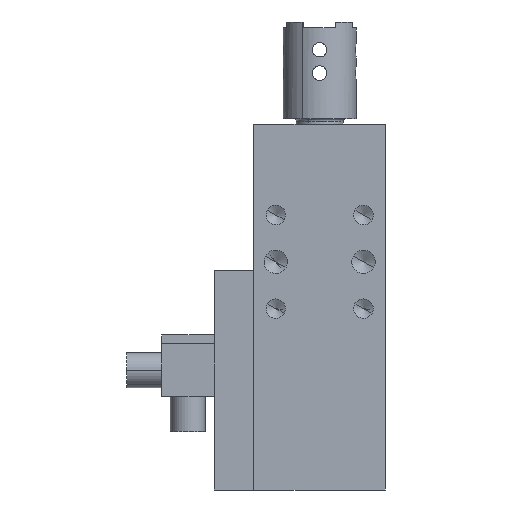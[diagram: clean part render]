
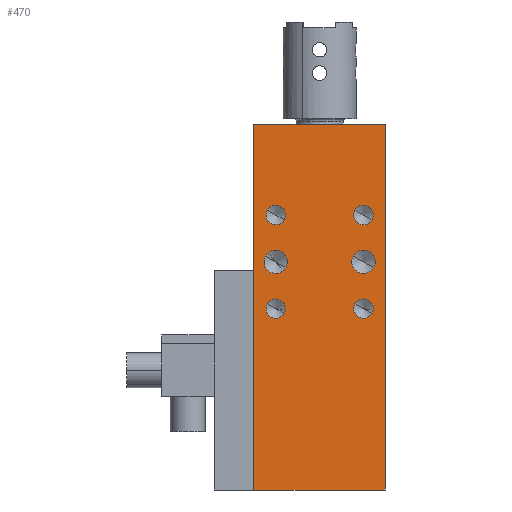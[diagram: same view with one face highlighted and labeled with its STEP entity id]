
A CAD part, front view. The second image highlights one B-rep face of the part: STEP entity #470.
In plain terms, the highlighted planar face has unit normal (0, -1, 0).
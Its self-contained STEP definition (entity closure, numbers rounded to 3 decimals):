
#342=AXIS2_PLACEMENT_3D('Plane Axis2P3D',#339,#340,#341) ;
#364=AXIS2_PLACEMENT_3D('Circle Axis2P3D',#362,#363,$) ;
#373=AXIS2_PLACEMENT_3D('Circle Axis2P3D',#371,#372,$) ;
#382=AXIS2_PLACEMENT_3D('Circle Axis2P3D',#380,#381,$) ;
#391=AXIS2_PLACEMENT_3D('Circle Axis2P3D',#389,#390,$) ;
#400=AXIS2_PLACEMENT_3D('Circle Axis2P3D',#398,#399,$) ;
#409=AXIS2_PLACEMENT_3D('Circle Axis2P3D',#407,#408,$) ;
#418=AXIS2_PLACEMENT_3D('Circle Axis2P3D',#416,#417,$) ;
#427=AXIS2_PLACEMENT_3D('Circle Axis2P3D',#425,#426,$) ;
#436=AXIS2_PLACEMENT_3D('Circle Axis2P3D',#434,#435,$) ;
#445=AXIS2_PLACEMENT_3D('Circle Axis2P3D',#443,#444,$) ;
#454=AXIS2_PLACEMENT_3D('Circle Axis2P3D',#452,#453,$) ;
#463=AXIS2_PLACEMENT_3D('Circle Axis2P3D',#461,#462,$) ;
#43=CARTESIAN_POINT('Vertex',(-22.5,-22.5,-125.)) ;
#46=CARTESIAN_POINT('Line Origine',(-22.5,-22.5,-62.5)) ;
#50=CARTESIAN_POINT('Vertex',(-22.5,-22.5,0.)) ;
#286=CARTESIAN_POINT('Line Origine',(0.,-22.5,0.)) ;
#290=CARTESIAN_POINT('Vertex',(22.5,-22.5,0.)) ;
#339=CARTESIAN_POINT('Axis2P3D Location',(22.5,-22.5,0.)) ;
#344=CARTESIAN_POINT('Line Origine',(0.,-22.5,-125.)) ;
#348=CARTESIAN_POINT('Vertex',(22.5,-22.5,-125.)) ;
#351=CARTESIAN_POINT('Line Origine',(22.5,-22.5,-62.5)) ;
#362=CARTESIAN_POINT('Axis2P3D Location',(-15.,-22.5,-47.)) ;
#366=CARTESIAN_POINT('Vertex',(-18.51,-22.5,-45.082)) ;
#368=CARTESIAN_POINT('Vertex',(-11.49,-22.5,-48.918)) ;
#371=CARTESIAN_POINT('Axis2P3D Location',(-15.,-22.5,-47.)) ;
#380=CARTESIAN_POINT('Axis2P3D Location',(15.,-22.5,-47.)) ;
#384=CARTESIAN_POINT('Vertex',(11.49,-22.5,-45.082)) ;
#386=CARTESIAN_POINT('Vertex',(18.51,-22.5,-48.918)) ;
#389=CARTESIAN_POINT('Axis2P3D Location',(15.,-22.5,-47.)) ;
#398=CARTESIAN_POINT('Axis2P3D Location',(-15.,-22.5,-31.)) ;
#402=CARTESIAN_POINT('Vertex',(-17.917,-22.5,-29.407)) ;
#404=CARTESIAN_POINT('Vertex',(-12.083,-22.5,-32.593)) ;
#407=CARTESIAN_POINT('Axis2P3D Location',(-15.,-22.5,-31.)) ;
#416=CARTESIAN_POINT('Axis2P3D Location',(15.,-22.5,-31.)) ;
#420=CARTESIAN_POINT('Vertex',(12.083,-22.5,-29.407)) ;
#422=CARTESIAN_POINT('Vertex',(17.917,-22.5,-32.593)) ;
#425=CARTESIAN_POINT('Axis2P3D Location',(15.,-22.5,-31.)) ;
#434=CARTESIAN_POINT('Axis2P3D Location',(15.,-22.5,-63.)) ;
#438=CARTESIAN_POINT('Vertex',(12.083,-22.5,-61.407)) ;
#440=CARTESIAN_POINT('Vertex',(17.917,-22.5,-64.593)) ;
#443=CARTESIAN_POINT('Axis2P3D Location',(15.,-22.5,-63.)) ;
#452=CARTESIAN_POINT('Axis2P3D Location',(-15.,-22.5,-63.)) ;
#456=CARTESIAN_POINT('Vertex',(-17.917,-22.5,-61.407)) ;
#458=CARTESIAN_POINT('Vertex',(-12.083,-22.5,-64.593)) ;
#461=CARTESIAN_POINT('Axis2P3D Location',(-15.,-22.5,-63.)) ;
#47=DIRECTION('Vector Direction',(0.,0.,-1.)) ;
#287=DIRECTION('Vector Direction',(-1.,0.,0.)) ;
#340=DIRECTION('Axis2P3D Direction',(-0.,-1.,-0.)) ;
#341=DIRECTION('Axis2P3D XDirection',(-1.,0.,0.)) ;
#345=DIRECTION('Vector Direction',(-1.,0.,0.)) ;
#352=DIRECTION('Vector Direction',(0.,0.,-1.)) ;
#363=DIRECTION('Axis2P3D Direction',(-0.,-1.,-0.)) ;
#372=DIRECTION('Axis2P3D Direction',(-0.,-1.,-0.)) ;
#381=DIRECTION('Axis2P3D Direction',(-0.,-1.,-0.)) ;
#390=DIRECTION('Axis2P3D Direction',(-0.,-1.,-0.)) ;
#399=DIRECTION('Axis2P3D Direction',(-0.,-1.,-0.)) ;
#408=DIRECTION('Axis2P3D Direction',(-0.,-1.,-0.)) ;
#417=DIRECTION('Axis2P3D Direction',(-0.,-1.,-0.)) ;
#426=DIRECTION('Axis2P3D Direction',(-0.,-1.,-0.)) ;
#435=DIRECTION('Axis2P3D Direction',(-0.,-1.,-0.)) ;
#444=DIRECTION('Axis2P3D Direction',(-0.,-1.,-0.)) ;
#453=DIRECTION('Axis2P3D Direction',(-0.,-1.,-0.)) ;
#462=DIRECTION('Axis2P3D Direction',(-0.,-1.,-0.)) ;
#48=VECTOR('Line Direction',#47,1.) ;
#288=VECTOR('Line Direction',#287,1.) ;
#346=VECTOR('Line Direction',#345,1.) ;
#353=VECTOR('Line Direction',#352,1.) ;
#357=ORIENTED_EDGE('',*,*,#350,.T.) ;
#358=ORIENTED_EDGE('',*,*,#355,.F.) ;
#359=ORIENTED_EDGE('',*,*,#292,.F.) ;
#360=ORIENTED_EDGE('',*,*,#52,.T.) ;
#377=ORIENTED_EDGE('',*,*,#370,.F.) ;
#378=ORIENTED_EDGE('',*,*,#375,.F.) ;
#395=ORIENTED_EDGE('',*,*,#388,.F.) ;
#396=ORIENTED_EDGE('',*,*,#393,.F.) ;
#413=ORIENTED_EDGE('',*,*,#406,.F.) ;
#414=ORIENTED_EDGE('',*,*,#411,.F.) ;
#431=ORIENTED_EDGE('',*,*,#424,.F.) ;
#432=ORIENTED_EDGE('',*,*,#429,.F.) ;
#449=ORIENTED_EDGE('',*,*,#442,.F.) ;
#450=ORIENTED_EDGE('',*,*,#447,.F.) ;
#467=ORIENTED_EDGE('',*,*,#460,.F.) ;
#468=ORIENTED_EDGE('',*,*,#465,.F.) ;
#379=FACE_BOUND('',#376,.T.) ;
#397=FACE_BOUND('',#394,.T.) ;
#415=FACE_BOUND('',#412,.T.) ;
#433=FACE_BOUND('',#430,.T.) ;
#451=FACE_BOUND('',#448,.T.) ;
#469=FACE_BOUND('',#466,.T.) ;
#470=ADVANCED_FACE('SZK_30_7_T12_TUENKERS',(#361,#379,#397,#415,#433,#451,#469),#343,.T.) ;
#365=CIRCLE('generated circle',#364,4.) ;
#374=CIRCLE('generated circle',#373,4.) ;
#383=CIRCLE('generated circle',#382,4.) ;
#392=CIRCLE('generated circle',#391,4.) ;
#401=CIRCLE('generated circle',#400,3.324) ;
#410=CIRCLE('generated circle',#409,3.324) ;
#419=CIRCLE('generated circle',#418,3.324) ;
#428=CIRCLE('generated circle',#427,3.324) ;
#437=CIRCLE('generated circle',#436,3.324) ;
#446=CIRCLE('generated circle',#445,3.324) ;
#455=CIRCLE('generated circle',#454,3.324) ;
#464=CIRCLE('generated circle',#463,3.324) ;
#52=EDGE_CURVE('',#51,#44,#49,.T.) ;
#292=EDGE_CURVE('',#51,#291,#289,.F.) ;
#350=EDGE_CURVE('',#44,#349,#347,.F.) ;
#355=EDGE_CURVE('',#291,#349,#354,.T.) ;
#370=EDGE_CURVE('',#367,#369,#365,.T.) ;
#375=EDGE_CURVE('',#369,#367,#374,.T.) ;
#388=EDGE_CURVE('',#385,#387,#383,.T.) ;
#393=EDGE_CURVE('',#387,#385,#392,.T.) ;
#406=EDGE_CURVE('',#403,#405,#401,.T.) ;
#411=EDGE_CURVE('',#405,#403,#410,.T.) ;
#424=EDGE_CURVE('',#421,#423,#419,.T.) ;
#429=EDGE_CURVE('',#423,#421,#428,.T.) ;
#442=EDGE_CURVE('',#439,#441,#437,.T.) ;
#447=EDGE_CURVE('',#441,#439,#446,.T.) ;
#460=EDGE_CURVE('',#457,#459,#455,.T.) ;
#465=EDGE_CURVE('',#459,#457,#464,.T.) ;
#356=EDGE_LOOP('',(#357,#358,#359,#360)) ;
#376=EDGE_LOOP('',(#377,#378)) ;
#394=EDGE_LOOP('',(#395,#396)) ;
#412=EDGE_LOOP('',(#413,#414)) ;
#430=EDGE_LOOP('',(#431,#432)) ;
#448=EDGE_LOOP('',(#449,#450)) ;
#466=EDGE_LOOP('',(#467,#468)) ;
#361=FACE_OUTER_BOUND('',#356,.T.) ;
#49=LINE('Line',#46,#48) ;
#289=LINE('Line',#286,#288) ;
#347=LINE('Line',#344,#346) ;
#354=LINE('Line',#351,#353) ;
#343=PLANE('Plane',#342) ;
#44=VERTEX_POINT('',#43) ;
#51=VERTEX_POINT('',#50) ;
#291=VERTEX_POINT('',#290) ;
#349=VERTEX_POINT('',#348) ;
#367=VERTEX_POINT('',#366) ;
#369=VERTEX_POINT('',#368) ;
#385=VERTEX_POINT('',#384) ;
#387=VERTEX_POINT('',#386) ;
#403=VERTEX_POINT('',#402) ;
#405=VERTEX_POINT('',#404) ;
#421=VERTEX_POINT('',#420) ;
#423=VERTEX_POINT('',#422) ;
#439=VERTEX_POINT('',#438) ;
#441=VERTEX_POINT('',#440) ;
#457=VERTEX_POINT('',#456) ;
#459=VERTEX_POINT('',#458) ;
